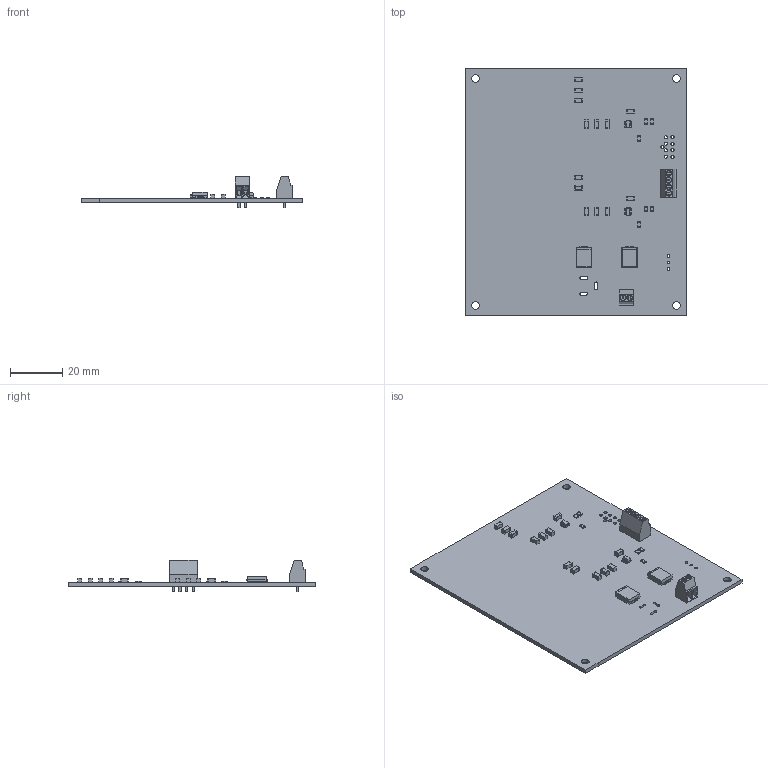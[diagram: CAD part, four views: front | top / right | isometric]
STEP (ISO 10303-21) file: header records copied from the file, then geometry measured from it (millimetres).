
FILE_DESCRIPTION(('KiCad electronic assembly'),'2;1');
FILE_NAME('GCM_powerSupply.step','2022-06-29T16:12:07',('An Author'),( 'A Company'),'Open CASCADE STEP processor 6.9', 'KiCad to STEP converter','Unknown');
FILE_SCHEMA(('AUTOMOTIVE_DESIGN { 1 0 10303 214 1 1 1 1 }'));
Length unit declared in the file: millimetre
Products named in the file (14): Open CASCADE STEP translator 6.9 1; C_1206_3216Metric; SOLID; D_SMC; TerminalBlock_Phoenix_MPT-0,5-2-2.54_1x02_P2.54mm_Horizontal; TerminalBlock_Phoenix_MPT-0,5-4-2.54_1x04_P2.54mm_Horizontal; R_0805_2012Metric; SOT-23-6; COMPOUND
Assembly tree (32 placements, depth 3):
  Open CASCADE STEP translator 6.9 1
    C_1206_3216Metric  x13
      SOLID
    D_SMC  x2
      SOLID
    TerminalBlock_Phoenix_MPT-0,5-2-2.54_1x02_P2.54mm_Horizontal
      SOLID
    TerminalBlock_Phoenix_MPT-0,5-4-2.54_1x04_P2.54mm_Horizontal
      SOLID
    R_0805_2012Metric  x6
      SOLID
    SOT-23-6  x2
      SOLID
    COMPOUND
Bounding box: 85 x 95 x 12 mm (x, y, z)
Volume: 13756.7 mm3; surface area: 18919.9 mm2
Topology: 26 solids, 26 shells, 1121 faces, 2861 edges, 1846 vertices
Faces by surface type: plane 713, cylinder 304, bspline 104
Full cylindrical faces by diameter (mm): 1 x3, 1.1 x10, 1.2 x8, 1.3 x1, 2 x6, 2.2 x6, 3 x4
Entity records: 34289 total; most frequent: CARTESIAN_POINT 6184, DIRECTION 4519, LINE 2959, VECTOR 2959, ORIENTED_EDGE 2466, PCURVE 2466, DEFINITIONAL_REPRESENTATION 2466, EDGE_CURVE 1233
